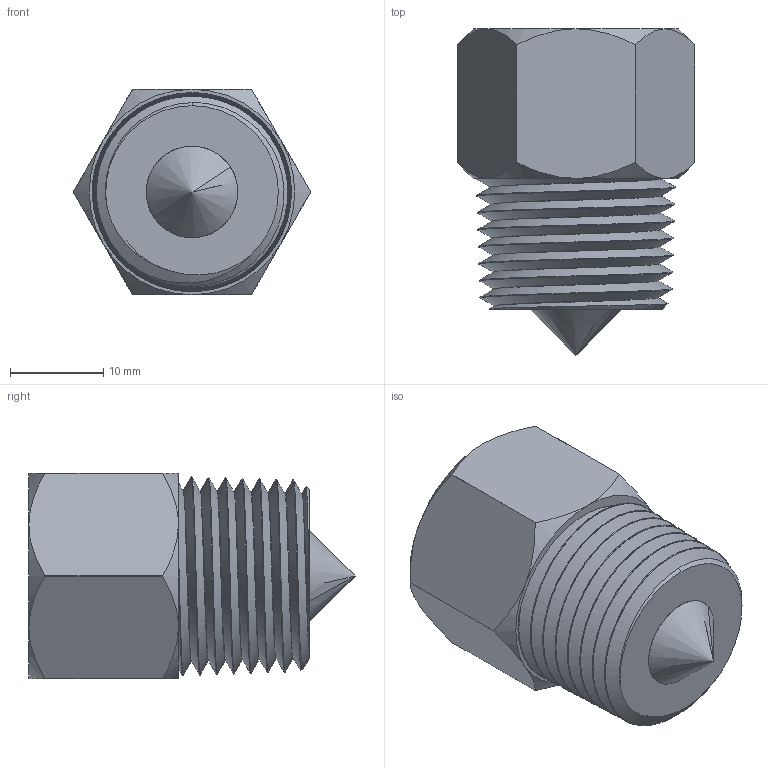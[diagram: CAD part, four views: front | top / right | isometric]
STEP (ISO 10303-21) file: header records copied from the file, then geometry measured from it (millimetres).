
FILE_DESCRIPTION (( 'STEP AP203' ), '1' );
FILE_NAME ('LLG8 OPTOMAX INDUSTRIAL GLASS - 0.5 NPT THREADED.STEP', '2017-11-27T13:54:18', ( '' ), ( '' ), 'SwSTEP 2.0', 'SolidWorks 2018', '' );
FILE_SCHEMA (( 'CONFIG_CONTROL_DESIGN' ));
Length unit declared in the file: millimetre
Products named in the file (1): LLG8 OPTOMAX INDUSTRIAL GLASS - 0.5 NPT THREADED
Bounding box: 25.4 x 34.9 x 22 mm (x, y, z)
Volume: 10935.8 mm3; surface area: 3915.3 mm2
Topology: 2 solids, 2 shells, 57 faces, 142 edges, 89 vertices
Faces by surface type: cone 32, plane 11, cylinder 10, bspline 4
Entity records: 9027 total; most frequent: CARTESIAN_POINT 7725, ORIENTED_EDGE 280, DIRECTION 214, EDGE_CURVE 140, AXIS2_PLACEMENT_3D 90, VERTEX_POINT 89, B_SPLINE_CURVE_WITH_KNOTS 70, EDGE_LOOP 59
